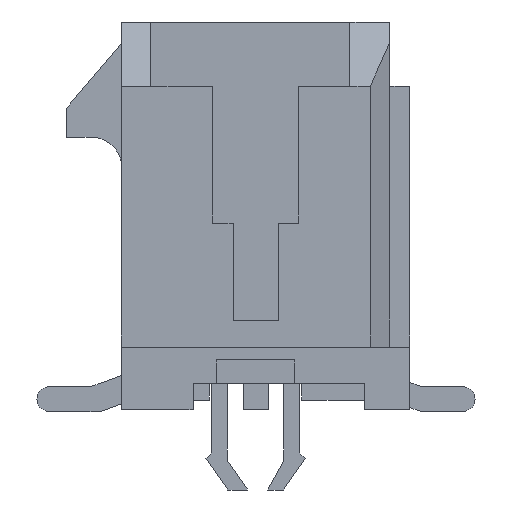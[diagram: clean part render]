
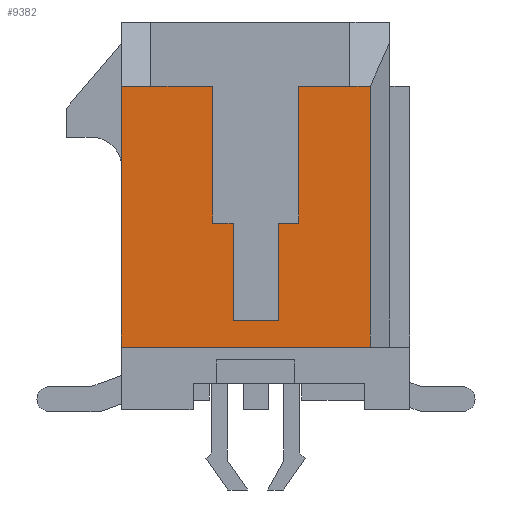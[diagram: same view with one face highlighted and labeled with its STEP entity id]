
A CAD part, left-side view. The second image highlights one B-rep face of the part: STEP entity #9382.
In plain terms, the highlighted planar face has unit normal (-1, 0, 0).
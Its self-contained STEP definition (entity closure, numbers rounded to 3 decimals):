
#1=DIRECTION('',(0.,0.,-1.));
#2=VECTOR('',#1,3.5);
#3=CARTESIAN_POINT('',(-15.325,-1.1,3.315));
#4=LINE('',#3,#2);
#5=DIRECTION('',(0.,1.,0.));
#6=VECTOR('',#5,1.31);
#7=CARTESIAN_POINT('',(-15.325,-2.41,3.315));
#8=LINE('',#7,#6);
#9=DIRECTION('',(0.,-1.,0.));
#10=VECTOR('',#9,0.52);
#11=CARTESIAN_POINT('',(-15.325,-2.41,3.315));
#12=LINE('',#11,#10);
#13=DIRECTION('',(0.,0.,-1.));
#14=VECTOR('',#13,6.67);
#15=CARTESIAN_POINT('',(-15.325,-2.93,3.315));
#16=LINE('',#15,#14);
#17=DIRECTION('',(0.,1.,0.));
#18=VECTOR('',#17,6.36);
#19=CARTESIAN_POINT('',(-15.325,-2.93,-3.355));
#20=LINE('',#19,#18);
#21=DIRECTION('',(0.,0.,1.));
#22=VECTOR('',#21,6.67);
#23=CARTESIAN_POINT('',(-15.325,3.43,-3.355));
#24=LINE('',#23,#22);
#25=DIRECTION('',(0.,-1.,0.));
#26=VECTOR('',#25,0.75);
#27=CARTESIAN_POINT('',(-15.325,3.43,3.315));
#28=LINE('',#27,#26);
#29=DIRECTION('',(0.,1.,0.));
#30=VECTOR('',#29,1.58);
#31=CARTESIAN_POINT('',(-15.325,1.1,3.315));
#32=LINE('',#31,#30);
#33=DIRECTION('',(0.,0.,-1.));
#34=VECTOR('',#33,3.5);
#35=CARTESIAN_POINT('',(-15.325,1.1,3.315));
#36=LINE('',#35,#34);
#37=DIRECTION('',(0.,1.,0.));
#38=VECTOR('',#37,0.525);
#39=CARTESIAN_POINT('',(-15.325,0.575,-0.185));
#40=LINE('',#39,#38);
#41=DIRECTION('',(0.,0.,1.));
#42=VECTOR('',#41,2.5);
#43=CARTESIAN_POINT('',(-15.325,0.575,-2.685));
#44=LINE('',#43,#42);
#45=DIRECTION('',(0.,1.,0.));
#46=VECTOR('',#45,1.15);
#47=CARTESIAN_POINT('',(-15.325,-0.575,-2.685));
#48=LINE('',#47,#46);
#49=DIRECTION('',(0.,0.,-1.));
#50=VECTOR('',#49,2.5);
#51=CARTESIAN_POINT('',(-15.325,-0.575,-0.185));
#52=LINE('',#51,#50);
#53=DIRECTION('',(0.,1.,0.));
#54=VECTOR('',#53,0.525);
#55=CARTESIAN_POINT('',(-15.325,-1.1,-0.185));
#56=LINE('',#55,#54);
#7120=CARTESIAN_POINT('',(-15.325,3.43,3.315));
#7122=VERTEX_POINT('',#7120);
#7171=CARTESIAN_POINT('',(-15.325,2.68,3.315));
#7172=VERTEX_POINT('',#7171);
#7173=CARTESIAN_POINT('',(-15.325,-2.41,3.315));
#7174=VERTEX_POINT('',#7173);
#7427=CARTESIAN_POINT('',(-15.325,-1.1,3.315));
#7428=CARTESIAN_POINT('',(-15.325,-1.1,-0.185));
#7429=VERTEX_POINT('',#7427);
#7430=VERTEX_POINT('',#7428);
#7431=CARTESIAN_POINT('',(-15.325,-0.575,-0.185));
#7432=VERTEX_POINT('',#7431);
#7433=CARTESIAN_POINT('',(-15.325,-0.575,-2.685));
#7434=VERTEX_POINT('',#7433);
#7435=CARTESIAN_POINT('',(-15.325,0.575,-2.685));
#7436=VERTEX_POINT('',#7435);
#7437=CARTESIAN_POINT('',(-15.325,0.575,-0.185));
#7438=VERTEX_POINT('',#7437);
#7439=CARTESIAN_POINT('',(-15.325,1.1,-0.185));
#7440=VERTEX_POINT('',#7439);
#7441=CARTESIAN_POINT('',(-15.325,1.1,3.315));
#7442=VERTEX_POINT('',#7441);
#8113=CARTESIAN_POINT('',(-15.325,3.43,-3.355));
#8114=VERTEX_POINT('',#8113);
#8123=CARTESIAN_POINT('',(-15.325,-2.93,3.315));
#8124=VERTEX_POINT('',#8123);
#8125=CARTESIAN_POINT('',(-15.325,-2.93,-3.355));
#8126=VERTEX_POINT('',#8125);
#9347=CARTESIAN_POINT('',(-15.325,0.,0.));
#9348=DIRECTION('',(1.,0.,0.));
#9349=DIRECTION('',(0.,0.,-1.));
#9350=AXIS2_PLACEMENT_3D('',#9347,#9348,#9349);
#9351=PLANE('',#9350);
#9353=ORIENTED_EDGE('',*,*,#9352,.F.);
#9355=ORIENTED_EDGE('',*,*,#9354,.F.);
#9357=ORIENTED_EDGE('',*,*,#9356,.T.);
#9359=ORIENTED_EDGE('',*,*,#9358,.T.);
#9361=ORIENTED_EDGE('',*,*,#9360,.T.);
#9363=ORIENTED_EDGE('',*,*,#9362,.T.);
#9365=ORIENTED_EDGE('',*,*,#9364,.T.);
#9367=ORIENTED_EDGE('',*,*,#9366,.F.);
#9369=ORIENTED_EDGE('',*,*,#9368,.T.);
#9371=ORIENTED_EDGE('',*,*,#9370,.F.);
#9373=ORIENTED_EDGE('',*,*,#9372,.F.);
#9375=ORIENTED_EDGE('',*,*,#9374,.F.);
#9377=ORIENTED_EDGE('',*,*,#9376,.F.);
#9379=ORIENTED_EDGE('',*,*,#9378,.F.);
#9380=EDGE_LOOP('',(#9353,#9355,#9357,#9359,#9361,#9363,#9365,#9367,#9369,#9371,
#9373,#9375,#9377,#9379));
#9381=FACE_OUTER_BOUND('',#9380,.F.);
#9382=ADVANCED_FACE('',(#9381),#9351,.F.);
#9352=EDGE_CURVE('',#7429,#7430,#4,.T.);
#9354=EDGE_CURVE('',#7174,#7429,#8,.T.);
#9356=EDGE_CURVE('',#7174,#8124,#12,.T.);
#9358=EDGE_CURVE('',#8124,#8126,#16,.T.);
#9360=EDGE_CURVE('',#8126,#8114,#20,.T.);
#9362=EDGE_CURVE('',#8114,#7122,#24,.T.);
#9364=EDGE_CURVE('',#7122,#7172,#28,.T.);
#9366=EDGE_CURVE('',#7442,#7172,#32,.T.);
#9368=EDGE_CURVE('',#7442,#7440,#36,.T.);
#9370=EDGE_CURVE('',#7438,#7440,#40,.T.);
#9372=EDGE_CURVE('',#7436,#7438,#44,.T.);
#9374=EDGE_CURVE('',#7434,#7436,#48,.T.);
#9376=EDGE_CURVE('',#7432,#7434,#52,.T.);
#9378=EDGE_CURVE('',#7430,#7432,#56,.T.);
